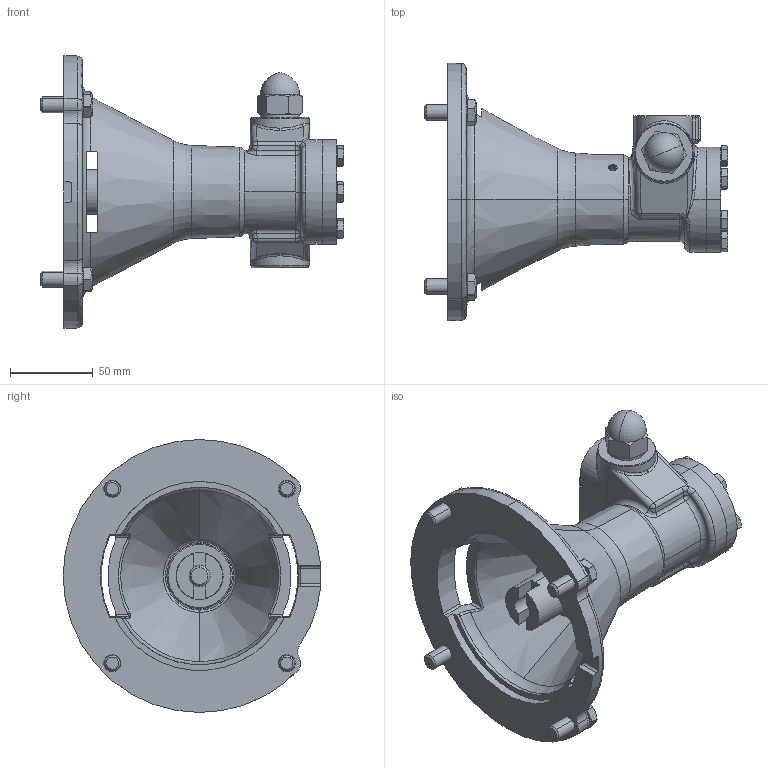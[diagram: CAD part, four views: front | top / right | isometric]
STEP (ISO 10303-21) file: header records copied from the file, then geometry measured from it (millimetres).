
FILE_DESCRIPTION (( 'STEP AP214' ), '1' );
FILE_NAME ('F456M.STEP', '2017-05-15T15:52:52', ( '' ), ( '' ), 'SwSTEP 2.0', 'SolidWorks 2016', '' );
FILE_SCHEMA (( 'AUTOMOTIVE_DESIGN' ));
Length unit declared in the file: inch
Products named in the file (2): F456M
Bounding box: 183.39 x 155.91 x 165.1 mm (x, y, z)
Volume: 632334.7 mm3; surface area: 117726.7 mm2
Topology: 1 solids, 1 shells, 696 faces, 1681 edges, 1008 vertices
Faces by surface type: plane 304, cone 143, cylinder 129, bspline 74, torus 38, sphere 8
Entity records: 31683 total; most frequent: CARTESIAN_POINT 10401, ORIENTED_EDGE 3346, DIRECTION 3104, EDGE_CURVE 1673, AXIS2_PLACEMENT_3D 1219, VERTEX_POINT 1008, EDGE_LOOP 737, ADVANCED_FACE 696
